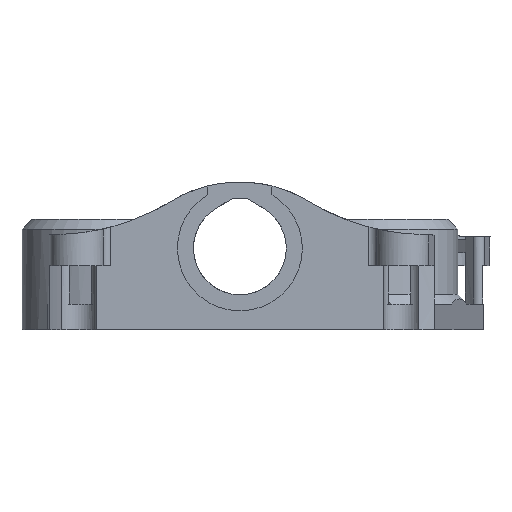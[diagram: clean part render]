
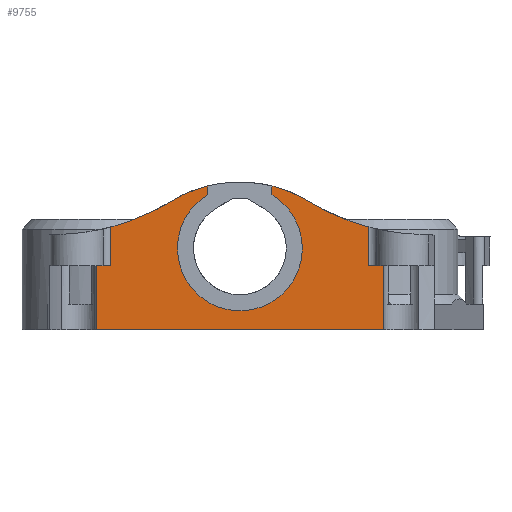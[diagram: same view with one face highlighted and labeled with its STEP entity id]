
A CAD part, front view. The second image highlights one B-rep face of the part: STEP entity #9755.
In plain terms, the highlighted planar face has unit normal (0, -1, 0).
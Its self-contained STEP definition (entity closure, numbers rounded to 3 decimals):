
#221=CIRCLE('',#10050,9.75);
#222=CIRCLE('',#10056,20.018);
#223=CIRCLE('',#10059,20.018);
#246=CIRCLE('',#10109,35.);
#247=CIRCLE('',#10122,35.);
#1775=FACE_OUTER_BOUND('',#2331,.T.);
#2331=EDGE_LOOP('',(#8930,#8931,#8932,#8933,#8934,#8935,#8936,#8937,#8938,
#8939,#8940,#8941,#8942,#8943));
#2822=LINE('',#19414,#3469);
#2948=LINE('',#21391,#3595);
#2953=LINE('',#21401,#3600);
#2994=LINE('',#21798,#3641);
#2995=LINE('',#21801,#3642);
#2996=LINE('',#21802,#3643);
#2997=LINE('',#21804,#3644);
#2998=LINE('',#21806,#3645);
#2999=LINE('',#21807,#3646);
#3469=VECTOR('',#10808,10.);
#3595=VECTOR('',#11260,10.);
#3600=VECTOR('',#11271,10.);
#3641=VECTOR('',#11466,10.);
#3642=VECTOR('',#11469,10.);
#3643=VECTOR('',#11470,10.);
#3644=VECTOR('',#11471,10.);
#3645=VECTOR('',#11472,10.);
#3646=VECTOR('',#11473,10.);
#4336=VERTEX_POINT('',#19411);
#4337=VERTEX_POINT('',#19413);
#4583=VERTEX_POINT('',#21389);
#4584=VERTEX_POINT('',#21390);
#4585=VERTEX_POINT('',#21395);
#4586=VERTEX_POINT('',#21399);
#4587=VERTEX_POINT('',#21410);
#4588=VERTEX_POINT('',#21417);
#4611=VERTEX_POINT('',#21574);
#4621=VERTEX_POINT('',#21744);
#4624=VERTEX_POINT('',#21796);
#4625=VERTEX_POINT('',#21800);
#4626=VERTEX_POINT('',#21803);
#4627=VERTEX_POINT('',#21805);
#5646=EDGE_CURVE('',#4337,#4336,#2822,.T.);
#5986=EDGE_CURVE('',#4583,#4584,#2948,.T.);
#5989=EDGE_CURVE('',#4585,#4583,#221,.T.);
#5992=EDGE_CURVE('',#4586,#4585,#2953,.T.);
#5997=EDGE_CURVE('',#4584,#4587,#222,.T.);
#6002=EDGE_CURVE('',#4588,#4586,#223,.T.);
#6056=EDGE_CURVE('',#4611,#4588,#246,.T.);
#6077=EDGE_CURVE('',#4587,#4621,#247,.T.);
#6085=EDGE_CURVE('',#4611,#4624,#2994,.T.);
#6086=EDGE_CURVE('',#4625,#4624,#2995,.T.);
#6087=EDGE_CURVE('',#4337,#4625,#2996,.T.);
#6088=EDGE_CURVE('',#4336,#4626,#2997,.T.);
#6089=EDGE_CURVE('',#4627,#4626,#2998,.T.);
#6090=EDGE_CURVE('',#4621,#4627,#2999,.T.);
#8930=ORIENTED_EDGE('',*,*,#5986,.F.);
#8931=ORIENTED_EDGE('',*,*,#5989,.F.);
#8932=ORIENTED_EDGE('',*,*,#5992,.F.);
#8933=ORIENTED_EDGE('',*,*,#6002,.F.);
#8934=ORIENTED_EDGE('',*,*,#6056,.F.);
#8935=ORIENTED_EDGE('',*,*,#6085,.T.);
#8936=ORIENTED_EDGE('',*,*,#6086,.F.);
#8937=ORIENTED_EDGE('',*,*,#6087,.F.);
#8938=ORIENTED_EDGE('',*,*,#5646,.T.);
#8939=ORIENTED_EDGE('',*,*,#6088,.T.);
#8940=ORIENTED_EDGE('',*,*,#6089,.F.);
#8941=ORIENTED_EDGE('',*,*,#6090,.F.);
#8942=ORIENTED_EDGE('',*,*,#6077,.F.);
#8943=ORIENTED_EDGE('',*,*,#5997,.F.);
#9258=PLANE('',#10129);
#9755=ADVANCED_FACE('',(#1775),#9258,.F.);
#10050=AXIS2_PLACEMENT_3D('',#21396,#11265,#11266);
#10056=AXIS2_PLACEMENT_3D('',#21411,#11284,#11285);
#10059=AXIS2_PLACEMENT_3D('',#21419,#11294,#11295);
#10109=AXIS2_PLACEMENT_3D('',#21585,#11418,#11419);
#10122=AXIS2_PLACEMENT_3D('',#21745,#11451,#11452);
#10129=AXIS2_PLACEMENT_3D('',#21799,#11467,#11468);
#10808=DIRECTION('',(1.,0.,0.));
#11260=DIRECTION('',(0.,0.,1.));
#11265=DIRECTION('center_axis',(0.,-1.,
0.));
#11266=DIRECTION('ref_axis',(1.,0.,0.));
#11271=DIRECTION('',(0.,0.,-1.));
#11284=DIRECTION('center_axis',(0.,1.,
0.));
#11285=DIRECTION('ref_axis',(0.,0.,
1.));
#11294=DIRECTION('center_axis',(0.,1.,
0.));
#11295=DIRECTION('ref_axis',(-0.523,0.,0.852));
#11418=DIRECTION('center_axis',(0.,-1.,
0.));
#11419=DIRECTION('ref_axis',(0.523,0.,-0.852));
#11451=DIRECTION('center_axis',(0.,-1.,
0.));
#11452=DIRECTION('ref_axis',(-0.057,0.,-0.998));
#11466=DIRECTION('',(0.,0.,-1.));
#11467=DIRECTION('center_axis',(0.,1.,
0.));
#11468=DIRECTION('ref_axis',(-1.,0.,0.));
#11469=DIRECTION('',(1.,0.,0.));
#11470=DIRECTION('',(0.,0.,1.));
#11471=DIRECTION('',(0.,0.,1.));
#11472=DIRECTION('',(1.,0.,0.));
#11473=DIRECTION('',(0.,0.,-1.));
#19411=CARTESIAN_POINT('',(22.4,-21.4,-42.4));
#19413=CARTESIAN_POINT('',(-22.4,-21.4,-42.4));
#19414=CARTESIAN_POINT('',(20.568,-21.4,-42.4));
#21389=CARTESIAN_POINT('',(5.,-21.4,-21.33));
#21390=CARTESIAN_POINT('',(5.,-21.4,-19.972));
#21391=CARTESIAN_POINT('',(5.,-21.4,-31.865));
#21395=CARTESIAN_POINT('',(-5.,-21.4,-21.33));
#21396=CARTESIAN_POINT('Origin',(0.,-21.4,
-29.7));
#21399=CARTESIAN_POINT('',(-5.,-21.4,-19.972));
#21401=CARTESIAN_POINT('',(-5.,-21.4,-31.151));
#21410=CARTESIAN_POINT('',(10.717,-21.4,-22.355));
#21411=CARTESIAN_POINT('Origin',(0.25,-21.4,-39.418));
#21417=CARTESIAN_POINT('',(-10.717,-21.4,-22.355));
#21419=CARTESIAN_POINT('Origin',(-0.25,-21.4,-39.418));
#21574=CARTESIAN_POINT('',(-20.135,-21.4,-26.375));
#21585=CARTESIAN_POINT('Origin',(-29.019,-21.4,7.479));
#21744=CARTESIAN_POINT('',(20.135,-21.4,-26.375));
#21745=CARTESIAN_POINT('Origin',(29.019,-21.4,7.479));
#21796=CARTESIAN_POINT('',(-20.135,-21.4,-32.4));
#21798=CARTESIAN_POINT('',(-20.135,-21.4,-42.4));
#21799=CARTESIAN_POINT('Origin',(22.4,-21.4,-42.4));
#21800=CARTESIAN_POINT('',(-22.4,-21.4,-32.4));
#21801=CARTESIAN_POINT('',(-20.135,-21.4,-32.4));
#21802=CARTESIAN_POINT('',(-22.4,-21.4,-42.4));
#21803=CARTESIAN_POINT('',(22.4,-21.4,-32.4));
#21804=CARTESIAN_POINT('',(22.4,-21.4,-42.4));
#21805=CARTESIAN_POINT('',(20.135,-21.4,-32.4));
#21806=CARTESIAN_POINT('',(20.135,-21.4,-32.4));
#21807=CARTESIAN_POINT('',(20.135,-21.4,-42.4));
